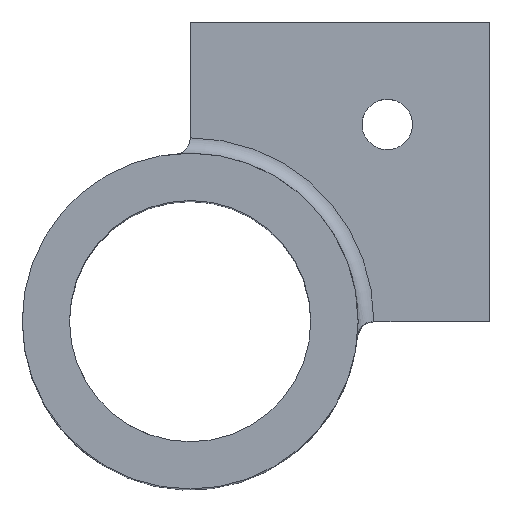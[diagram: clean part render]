
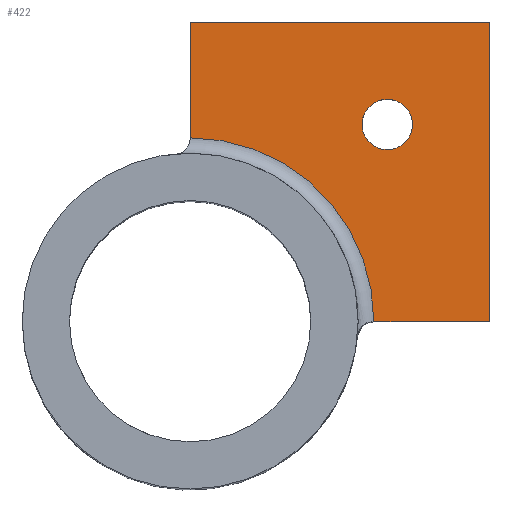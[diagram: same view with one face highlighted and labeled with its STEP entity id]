
A CAD part, top view. The second image highlights one B-rep face of the part: STEP entity #422.
In plain terms, the highlighted planar face has unit normal (0, 0, 1).
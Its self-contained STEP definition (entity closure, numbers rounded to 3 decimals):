
#21=FACE_BOUND('',#77,.T.);
#30=PLANE('',#470);
#49=FACE_OUTER_BOUND('',#76,.T.);
#76=EDGE_LOOP('',(#338,#339,#340,#341,#342));
#77=EDGE_LOOP('',(#343));
#104=CIRCLE('',#469,11.65);
#105=CIRCLE('',#471,1.6);
#118=LINE('',#803,#139);
#123=LINE('',#859,#144);
#124=LINE('',#861,#145);
#125=LINE('',#862,#146);
#139=VECTOR('',#522,10.);
#144=VECTOR('',#547,10.);
#145=VECTOR('',#548,10.);
#146=VECTOR('',#549,10.);
#194=VERTEX_POINT('',#800);
#195=VERTEX_POINT('',#802);
#203=VERTEX_POINT('',#854);
#204=VERTEX_POINT('',#858);
#205=VERTEX_POINT('',#860);
#206=VERTEX_POINT('',#863);
#241=EDGE_CURVE('',#195,#194,#118,.T.);
#254=EDGE_CURVE('',#203,#194,#104,.T.);
#255=EDGE_CURVE('',#203,#204,#123,.T.);
#256=EDGE_CURVE('',#204,#205,#124,.T.);
#257=EDGE_CURVE('',#205,#195,#125,.T.);
#258=EDGE_CURVE('',#206,#206,#105,.T.);
#338=ORIENTED_EDGE('',*,*,#254,.F.);
#339=ORIENTED_EDGE('',*,*,#255,.T.);
#340=ORIENTED_EDGE('',*,*,#256,.T.);
#341=ORIENTED_EDGE('',*,*,#257,.T.);
#342=ORIENTED_EDGE('',*,*,#241,.T.);
#343=ORIENTED_EDGE('',*,*,#258,.T.);
#422=ADVANCED_FACE('',(#49,#21),#30,.T.);
#469=AXIS2_PLACEMENT_3D('',#856,#543,#544);
#470=AXIS2_PLACEMENT_3D('',#857,#545,#546);
#471=AXIS2_PLACEMENT_3D('',#864,#550,#551);
#522=DIRECTION('',(0.,-1.,0.));
#543=DIRECTION('center_axis',(0.,0.,1.));
#544=DIRECTION('ref_axis',(0.707,0.707,0.));
#545=DIRECTION('center_axis',(0.,0.,1.));
#546=DIRECTION('ref_axis',(1.,0.,0.));
#547=DIRECTION('',(1.,0.,0.));
#548=DIRECTION('',(0.,1.,0.));
#549=DIRECTION('',(-1.,0.,0.));
#550=DIRECTION('center_axis',(0.,0.,-1.));
#551=DIRECTION('ref_axis',(1.,0.,0.));
#800=CARTESIAN_POINT('',(0.,11.65,22.));
#802=CARTESIAN_POINT('',(0.,19.,22.));
#803=CARTESIAN_POINT('',(0.,9.849,22.));
#854=CARTESIAN_POINT('',(11.65,0.,22.));
#856=CARTESIAN_POINT('Origin',(0.,0.,22.));
#857=CARTESIAN_POINT('Origin',(9.5,9.5,22.));
#858=CARTESIAN_POINT('',(19.,0.,22.));
#859=CARTESIAN_POINT('',(9.849,0.,22.));
#860=CARTESIAN_POINT('',(19.,19.,22.));
#861=CARTESIAN_POINT('',(19.,19.,22.));
#862=CARTESIAN_POINT('',(0.,19.,22.));
#863=CARTESIAN_POINT('',(10.9,12.5,22.));
#864=CARTESIAN_POINT('Origin',(12.5,12.5,22.));
